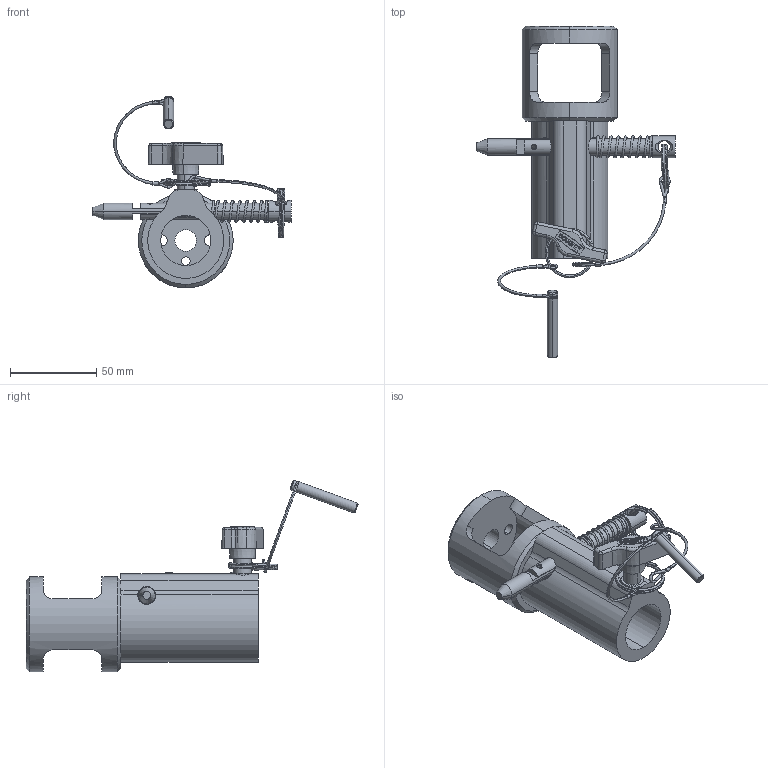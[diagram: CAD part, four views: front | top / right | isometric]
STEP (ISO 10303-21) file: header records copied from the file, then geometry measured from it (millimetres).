
FILE_DESCRIPTION (( 'STEP AP203' ), '1' );
FILE_NAME ('T84300.STEP', '2018-09-21T08:30:21', ( '' ), ( '' ), 'SwSTEP 2.0', 'SolidWorks 2016', '' );
FILE_SCHEMA (( 'CONFIG_CONTROL_DESIGN' ));
Length unit declared in the file: millimetre
Products named in the file (16): S1181-4; Doughty Knob_S0168; TH1282; TH1684; S2663; F629; TH1280_Down; T84300; ST40900 (T84300); S1181; S1181-3_TH631-1 32MM LG; S1181-1_TH629-1 M10 Sword Body; S1181-2; TH1281; TH1283; S2605
Assembly tree (16 placements, depth 3):
  T84300
    TH1280_Down
      TH1281
      TH1282
      F629
    Doughty Knob_S0168
    S1181
      S1181-1_TH629-1 M10 Sword Body
      S1181-4
      S1181-2
      S1181-3_TH631-1 32MM LG
    S2605
    TH1684
      ST40900 (T84300)
      TH1283
    S2663  x2
Bounding box: 114.8 x 192.36 x 111.09 mm (x, y, z)
Volume: 143155.8 mm3; surface area: 52509.7 mm2
Topology: 16 solids, 16 shells, 332 faces, 803 edges, 516 vertices
Faces by surface type: plane 132, cylinder 116, bspline 38, cone 34, torus 12
Entity records: 17035 total; most frequent: CARTESIAN_POINT 7567, DIRECTION 1681, ORIENTED_EDGE 1582, EDGE_CURVE 791, AXIS2_PLACEMENT_3D 646, VERTEX_POINT 508, VECTOR 389, LINE 389
